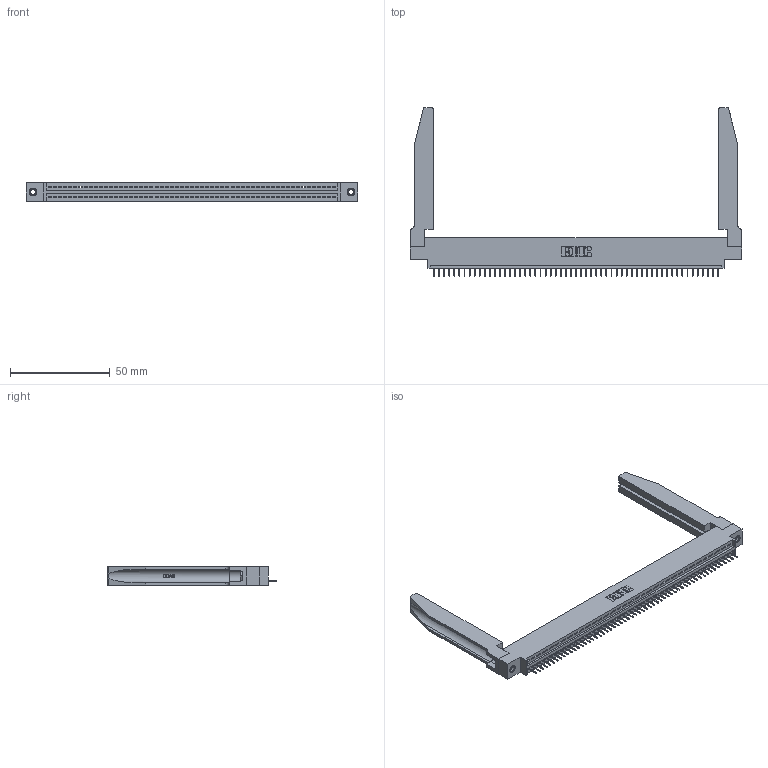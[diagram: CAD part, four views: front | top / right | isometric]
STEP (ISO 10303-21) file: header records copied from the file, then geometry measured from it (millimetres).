
FILE_DESCRIPTION (( 'STEP AP203' ), '1' );
FILE_NAME ('395-057-524-678.STEP', '2019-10-24T01:41:22', ( '' ), ( '' ), 'SwSTEP 2.0', 'SolidWorks 2016', '' );
FILE_SCHEMA (( 'CONFIG_CONTROL_DESIGN' ));
Length unit declared in the file: inch
Products named in the file (5): 395-057-524-678; 345-220-078_345-220-078; 345-292-001_345-293-124; 345-250-001_345-250-001-102; 345 Part_0.170 Offset - 0.156 Dia-TH
Assembly tree (62 placements, depth 2):
  395-057-524-678
    345 Part_0.170 Offset - 0.156 Dia-TH
    345-292-001_345-293-124  x57
    345-250-001_345-250-001-102  x2
    345-220-078_345-220-078  x2
Bounding box: 166.01 x 84.63 x 9.4 mm (x, y, z)
Volume: 23323 mm3; surface area: 27124 mm2
Topology: 62 solids, 62 shells, 3898 faces, 11221 edges, 7242 vertices
Faces by surface type: plane 2848, cylinder 998, bspline 36, cone 12, torus 4
Entity records: 45826 total; most frequent: CARTESIAN_POINT 8834, ORIENTED_EDGE 7722, DIRECTION 6701, EDGE_CURVE 3861, LINE 3411, VECTOR 3411, VERTEX_POINT 2564, AXIS2_PLACEMENT_3D 1645
